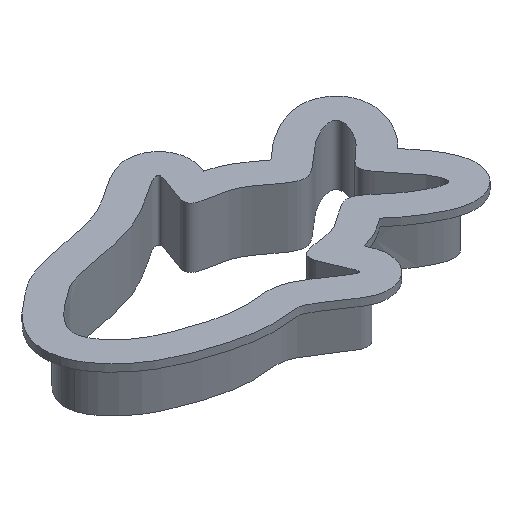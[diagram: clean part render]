
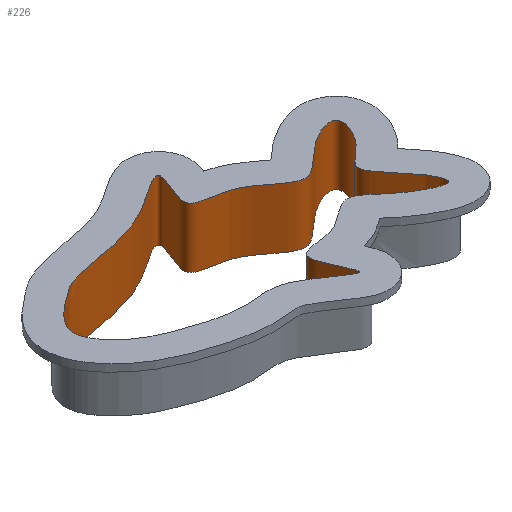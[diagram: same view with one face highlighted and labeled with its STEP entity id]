
A CAD part, isometric view. The second image highlights one B-rep face of the part: STEP entity #226.
In plain terms, the highlighted free-form (B-spline) face has degree [3, 1] with [27, 2] control points.
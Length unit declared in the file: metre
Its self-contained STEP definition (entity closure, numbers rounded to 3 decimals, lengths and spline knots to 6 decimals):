
#51=ORIENTED_EDGE('',*,*,#111,.T.);
#52=ORIENTED_EDGE('',*,*,#112,.F.);
#111=EDGE_CURVE('',#139,#139,#161,.T.);
#112=EDGE_CURVE('',#140,#140,#162,.T.);
#139=VERTEX_POINT('',#1280);
#140=VERTEX_POINT('',#1308);
#161=B_SPLINE_CURVE_WITH_KNOTS('',3,(#1253,#1254,#1255,#1256,#1257,#1258,
#1259,#1260,#1261,#1262,#1263,#1264,#1265,#1266,#1267,#1268,#1269,#1270,
#1271,#1272,#1273,#1274,#1275,#1276,#1277,#1278,#1279),.UNSPECIFIED.,.T.,
 .F.,(1,1,1,1,1,1,1,1,1,1,1,1,1,1,1,1,1,1,1,1,1,1,1,1,1,1,1,1,1,1,1),(-0.1331,
-0.080309,-0.040215,0.,0.043434,0.075257,
0.133754,0.181372,0.205701,0.246417,
0.286412,0.335058,0.376566,0.417265,
0.45397,0.491143,0.531251,0.568128,
0.609935,0.650392,0.692682,0.732499,
0.775208,0.823326,0.8669,0.919691,
0.959785,1.,1.043434,1.075257,1.133754),
 .UNSPECIFIED.);
#162=B_SPLINE_CURVE_WITH_KNOTS('',3,(#1281,#1282,#1283,#1284,#1285,#1286,
#1287,#1288,#1289,#1290,#1291,#1292,#1293,#1294,#1295,#1296,#1297,#1298,
#1299,#1300,#1301,#1302,#1303,#1304,#1305,#1306,#1307),.UNSPECIFIED.,.T.,
 .F.,(1,1,1,1,1,1,1,1,1,1,1,1,1,1,1,1,1,1,1,1,1,1,1,1,1,1,1,1,1,1,1),(-0.1331,
-0.080309,-0.040215,0.,0.043434,0.075257,
0.133754,0.181372,0.205701,0.246417,
0.286412,0.335058,0.376566,0.417265,
0.45397,0.491143,0.531251,0.568128,
0.609935,0.650392,0.692682,0.732499,
0.775208,0.823326,0.8669,0.919691,
0.959785,1.,1.043434,1.075257,1.133754),
 .UNSPECIFIED.);
#179=EDGE_LOOP('',(#51));
#180=EDGE_LOOP('',(#52));
#197=FACE_BOUND('',#179,.T.);
#198=FACE_BOUND('',#180,.T.);
#215=B_SPLINE_SURFACE_WITH_KNOTS('',3,1,((#1199,#1200),(#1201,#1202),(#1203,
#1204),(#1205,#1206),(#1207,#1208),(#1209,#1210),(#1211,#1212),(#1213,#1214),
(#1215,#1216),(#1217,#1218),(#1219,#1220),(#1221,#1222),(#1223,#1224),(#1225,
#1226),(#1227,#1228),(#1229,#1230),(#1231,#1232),(#1233,#1234),(#1235,#1236),
(#1237,#1238),(#1239,#1240),(#1241,#1242),(#1243,#1244),(#1245,#1246),(#1247,
#1248),(#1249,#1250),(#1251,#1252)),.SURF_OF_LINEAR_EXTRUSION.,.T.,.F.,
 .F.,(1,1,1,1,1,1,1,1,1,1,1,1,1,1,1,1,1,1,1,1,1,1,1,1,1,1,1,1,1,1,1),(2,
2),(-0.1331,-0.080309,-0.040215,0.,0.043434,
0.075257,0.133754,0.181372,0.205701,
0.246417,0.286412,0.335058,0.376566,
0.417265,0.45397,0.491143,0.531251,
0.568128,0.609935,0.650392,0.692682,
0.732499,0.775208,0.823326,0.8669,
0.919691,0.959785,1.,1.043434,1.075257,
1.133754),(0.,1.),.UNSPECIFIED.);
#226=ADVANCED_FACE('',(#197,#198),#215,.F.);
#1199=CARTESIAN_POINT('',(-0.03215,-0.000851,0.014478));
#1200=CARTESIAN_POINT('',(-0.03215,-0.000851,0.));
#1201=CARTESIAN_POINT('',(-0.039378,0.008067,0.014478));
#1202=CARTESIAN_POINT('',(-0.039378,0.008067,0.));
#1203=CARTESIAN_POINT('',(-0.02917,0.015729,0.014478));
#1204=CARTESIAN_POINT('',(-0.02917,0.015729,0.));
#1205=CARTESIAN_POINT('',(-0.025354,0.01869,0.014478));
#1206=CARTESIAN_POINT('',(-0.025354,0.01869,0.));
#1207=CARTESIAN_POINT('',(-0.005898,0.020843,0.014478));
#1208=CARTESIAN_POINT('',(-0.005898,0.020843,0.));
#1209=CARTESIAN_POINT('',(0.002293,0.028242,0.014478));
#1210=CARTESIAN_POINT('',(0.002293,0.028242,0.));
#1211=CARTESIAN_POINT('',(0.009002,0.031075,0.014478));
#1212=CARTESIAN_POINT('',(0.009002,0.031075,0.));
#1213=CARTESIAN_POINT('',(0.000723,0.017829,0.014478));
#1214=CARTESIAN_POINT('',(0.000723,0.017829,0.));
#1215=CARTESIAN_POINT('',(0.013864,0.019928,0.014478));
#1216=CARTESIAN_POINT('',(0.013864,0.019928,0.));
#1217=CARTESIAN_POINT('',(0.023706,0.007607,0.014478));
#1218=CARTESIAN_POINT('',(0.023706,0.007607,0.));
#1219=CARTESIAN_POINT('',(0.030063,0.017087,0.014478));
#1220=CARTESIAN_POINT('',(0.030063,0.017087,0.));
#1221=CARTESIAN_POINT('',(0.042078,0.022542,0.014478));
#1222=CARTESIAN_POINT('',(0.042078,0.022542,0.));
#1223=CARTESIAN_POINT('',(0.038151,0.011619,0.014478));
#1224=CARTESIAN_POINT('',(0.038151,0.011619,0.));
#1225=CARTESIAN_POINT('',(0.029636,0.007579,0.014478));
#1226=CARTESIAN_POINT('',(0.029636,0.007579,0.));
#1227=CARTESIAN_POINT('',(0.037351,0.00074,0.014478));
#1228=CARTESIAN_POINT('',(0.037351,0.00074,0.));
#1229=CARTESIAN_POINT('',(0.043224,-0.009482,0.014478));
#1230=CARTESIAN_POINT('',(0.043224,-0.009482,0.));
#1231=CARTESIAN_POINT('',(0.030667,-0.003135,0.014478));
#1232=CARTESIAN_POINT('',(0.030667,-0.003135,0.));
#1233=CARTESIAN_POINT('',(0.024317,0.004946,0.014478));
#1234=CARTESIAN_POINT('',(0.024317,0.004946,0.));
#1235=CARTESIAN_POINT('',(0.017103,-0.004775,0.014478));
#1236=CARTESIAN_POINT('',(0.017103,-0.004775,0.));
#1237=CARTESIAN_POINT('',(0.003526,-0.002329,0.014478));
#1238=CARTESIAN_POINT('',(0.003526,-0.002329,0.));
#1239=CARTESIAN_POINT('',(0.015734,-0.020618,0.014478));
#1240=CARTESIAN_POINT('',(0.015734,-0.020618,0.));
#1241=CARTESIAN_POINT('',(-0.001079,-0.00553,0.014478));
#1242=CARTESIAN_POINT('',(-0.001079,-0.00553,0.));
#1243=CARTESIAN_POINT('',(-0.009727,-0.009601,0.014478));
#1244=CARTESIAN_POINT('',(-0.009727,-0.009601,0.));
#1245=CARTESIAN_POINT('',(-0.025276,-0.004761,0.014478));
#1246=CARTESIAN_POINT('',(-0.025276,-0.004761,0.));
#1247=CARTESIAN_POINT('',(-0.03215,-0.000851,0.014478));
#1248=CARTESIAN_POINT('',(-0.03215,-0.000851,0.));
#1249=CARTESIAN_POINT('',(-0.039378,0.008067,0.014478));
#1250=CARTESIAN_POINT('',(-0.039378,0.008067,0.));
#1251=CARTESIAN_POINT('',(-0.02917,0.015729,0.014478));
#1252=CARTESIAN_POINT('',(-0.02917,0.015729,0.));
#1253=CARTESIAN_POINT('',(-0.03215,-0.000851,0.));
#1254=CARTESIAN_POINT('',(-0.039378,0.008067,0.));
#1255=CARTESIAN_POINT('',(-0.02917,0.015729,0.));
#1256=CARTESIAN_POINT('',(-0.025354,0.01869,0.));
#1257=CARTESIAN_POINT('',(-0.005898,0.020843,0.));
#1258=CARTESIAN_POINT('',(0.002293,0.028242,0.));
#1259=CARTESIAN_POINT('',(0.009002,0.031075,0.));
#1260=CARTESIAN_POINT('',(0.000723,0.017829,0.));
#1261=CARTESIAN_POINT('',(0.013864,0.019928,0.));
#1262=CARTESIAN_POINT('',(0.023706,0.007607,0.));
#1263=CARTESIAN_POINT('',(0.030063,0.017087,0.));
#1264=CARTESIAN_POINT('',(0.042078,0.022542,0.));
#1265=CARTESIAN_POINT('',(0.038151,0.011619,0.));
#1266=CARTESIAN_POINT('',(0.029636,0.007579,0.));
#1267=CARTESIAN_POINT('',(0.037351,0.00074,0.));
#1268=CARTESIAN_POINT('',(0.043224,-0.009482,0.));
#1269=CARTESIAN_POINT('',(0.030667,-0.003135,0.));
#1270=CARTESIAN_POINT('',(0.024317,0.004946,0.));
#1271=CARTESIAN_POINT('',(0.017103,-0.004775,0.));
#1272=CARTESIAN_POINT('',(0.003526,-0.002329,0.));
#1273=CARTESIAN_POINT('',(0.015734,-0.020618,0.));
#1274=CARTESIAN_POINT('',(-0.001079,-0.00553,0.));
#1275=CARTESIAN_POINT('',(-0.009727,-0.009601,0.));
#1276=CARTESIAN_POINT('',(-0.025276,-0.004761,0.));
#1277=CARTESIAN_POINT('',(-0.03215,-0.000851,0.));
#1278=CARTESIAN_POINT('',(-0.039378,0.008067,0.));
#1279=CARTESIAN_POINT('',(-0.02917,0.015729,0.));
#1280=CARTESIAN_POINT('',(-0.036352,0.007725,0.));
#1281=CARTESIAN_POINT('',(-0.03215,-0.000851,0.014478));
#1282=CARTESIAN_POINT('',(-0.039378,0.008067,0.014478));
#1283=CARTESIAN_POINT('',(-0.02917,0.015729,0.014478));
#1284=CARTESIAN_POINT('',(-0.025354,0.01869,0.014478));
#1285=CARTESIAN_POINT('',(-0.005898,0.020843,0.014478));
#1286=CARTESIAN_POINT('',(0.002293,0.028242,0.014478));
#1287=CARTESIAN_POINT('',(0.009002,0.031075,0.014478));
#1288=CARTESIAN_POINT('',(0.000723,0.017829,0.014478));
#1289=CARTESIAN_POINT('',(0.013864,0.019928,0.014478));
#1290=CARTESIAN_POINT('',(0.023706,0.007607,0.014478));
#1291=CARTESIAN_POINT('',(0.030063,0.017087,0.014478));
#1292=CARTESIAN_POINT('',(0.042078,0.022542,0.014478));
#1293=CARTESIAN_POINT('',(0.038151,0.011619,0.014478));
#1294=CARTESIAN_POINT('',(0.029636,0.007579,0.014478));
#1295=CARTESIAN_POINT('',(0.037351,0.00074,0.014478));
#1296=CARTESIAN_POINT('',(0.043224,-0.009482,0.014478));
#1297=CARTESIAN_POINT('',(0.030667,-0.003135,0.014478));
#1298=CARTESIAN_POINT('',(0.024317,0.004946,0.014478));
#1299=CARTESIAN_POINT('',(0.017103,-0.004775,0.014478));
#1300=CARTESIAN_POINT('',(0.003526,-0.002329,0.014478));
#1301=CARTESIAN_POINT('',(0.015734,-0.020618,0.014478));
#1302=CARTESIAN_POINT('',(-0.001079,-0.00553,0.014478));
#1303=CARTESIAN_POINT('',(-0.009727,-0.009601,0.014478));
#1304=CARTESIAN_POINT('',(-0.025276,-0.004761,0.014478));
#1305=CARTESIAN_POINT('',(-0.03215,-0.000851,0.014478));
#1306=CARTESIAN_POINT('',(-0.039378,0.008067,0.014478));
#1307=CARTESIAN_POINT('',(-0.02917,0.015729,0.014478));
#1308=CARTESIAN_POINT('',(-0.036352,0.007725,0.014478));
